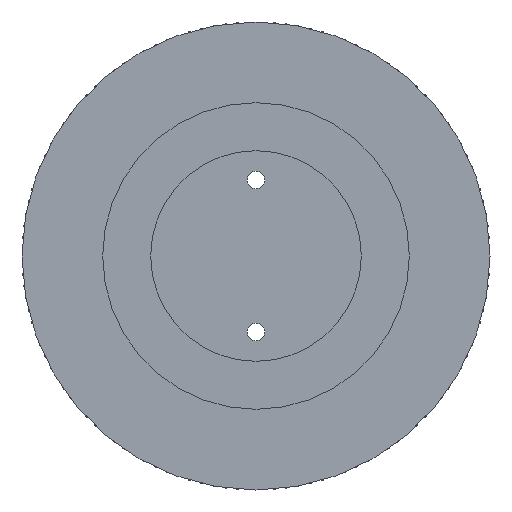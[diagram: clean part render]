
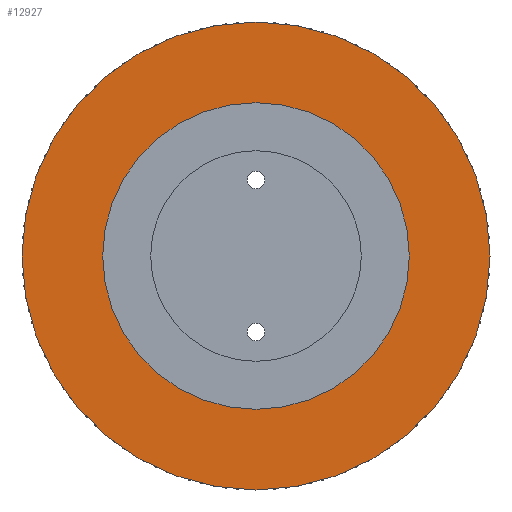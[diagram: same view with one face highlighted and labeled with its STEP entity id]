
A CAD part, left-side view. The second image highlights one B-rep face of the part: STEP entity #12927.
In plain terms, the highlighted planar face has unit normal (-1, 0, 0).
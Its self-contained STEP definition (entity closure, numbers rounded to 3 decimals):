
#114 = EDGE_CURVE ( 'NONE', #222, #1070, #276, .T. ) ;
#116 = CARTESIAN_POINT ( 'NONE',  ( 0., 0., -20. ) ) ;
#222 = VERTEX_POINT ( 'NONE', #4152 ) ;
#276 = CIRCLE ( 'NONE', #10102, 20. ) ;
#277 = ORIENTED_EDGE ( 'NONE', *, *, #357, .T. ) ;
#357 = EDGE_CURVE ( 'NONE', #1070, #222, #3554, .T. ) ;
#581 = DIRECTION ( 'NONE',  ( 0., 0., 1. ) ) ;
#876 = CIRCLE ( 'NONE', #12223, 13.1 ) ;
#994 = FACE_BOUND ( 'NONE', #6835, .T. ) ;
#1070 = VERTEX_POINT ( 'NONE', #116 ) ;
#1118 = VERTEX_POINT ( 'NONE', #4454 ) ;
#1220 = CARTESIAN_POINT ( 'NONE',  ( 0., 0., 0. ) ) ;
#1533 = CIRCLE ( 'NONE', #12540, 13.1 ) ;
#1653 = AXIS2_PLACEMENT_3D ( 'NONE', #5721, #8914, #2677 ) ;
#1920 = CARTESIAN_POINT ( 'NONE',  ( 0., 0., 0. ) ) ;
#2261 = DIRECTION ( 'NONE',  ( 0., 0., 1. ) ) ;
#2384 = EDGE_CURVE ( 'NONE', #1118, #4000, #1533, .T. ) ;
#2677 = DIRECTION ( 'NONE',  ( 0., 0., -1. ) ) ;
#2702 = ORIENTED_EDGE ( 'NONE', *, *, #114, .T. ) ;
#2958 = DIRECTION ( 'NONE',  ( 0., 0., 1. ) ) ;
#3554 = CIRCLE ( 'NONE', #5661, 20. ) ;
#3773 = FACE_OUTER_BOUND ( 'NONE', #9362, .T. ) ;
#4000 = VERTEX_POINT ( 'NONE', #4107 ) ;
#4107 = CARTESIAN_POINT ( 'NONE',  ( 0., 0., -13.1 ) ) ;
#4152 = CARTESIAN_POINT ( 'NONE',  ( 0., 0., 20. ) ) ;
#4454 = CARTESIAN_POINT ( 'NONE',  ( 0., 0., 13.1 ) ) ;
#5157 = EDGE_CURVE ( 'NONE', #4000, #1118, #876, .T. ) ;
#5486 = CARTESIAN_POINT ( 'NONE',  ( 0., 0., 0. ) ) ;
#5661 = AXIS2_PLACEMENT_3D ( 'NONE', #5486, #12740, #6516 ) ;
#5721 = CARTESIAN_POINT ( 'NONE',  ( 0., 13.1, 0. ) ) ;
#6516 = DIRECTION ( 'NONE',  ( 0., 0., 1. ) ) ;
#6819 = DIRECTION ( 'NONE',  ( -1., 0., 0. ) ) ;
#6835 = EDGE_LOOP ( 'NONE', ( #12111, #6940 ) ) ;
#6940 = ORIENTED_EDGE ( 'NONE', *, *, #5157, .F. ) ;
#8497 = DIRECTION ( 'NONE',  ( -1., 0., 0. ) ) ;
#8914 = DIRECTION ( 'NONE',  ( 1., 0., 0. ) ) ;
#9215 = DIRECTION ( 'NONE',  ( -1., 0., 0. ) ) ;
#9362 = EDGE_LOOP ( 'NONE', ( #2702, #277 ) ) ;
#10102 = AXIS2_PLACEMENT_3D ( 'NONE', #1920, #9215, #2958 ) ;
#12111 = ORIENTED_EDGE ( 'NONE', *, *, #2384, .F. ) ;
#12223 = AXIS2_PLACEMENT_3D ( 'NONE', #13034, #6819, #581 ) ;
#12540 = AXIS2_PLACEMENT_3D ( 'NONE', #1220, #8497, #2261 ) ;
#12740 = DIRECTION ( 'NONE',  ( -1., 0., 0. ) ) ;
#12927 = ADVANCED_FACE ( 'NONE', ( #994, #3773 ), #13021, .F. ) ;
#13021 = PLANE ( 'NONE',  #1653 ) ;
#13034 = CARTESIAN_POINT ( 'NONE',  ( 0., 0., 0. ) ) ;
